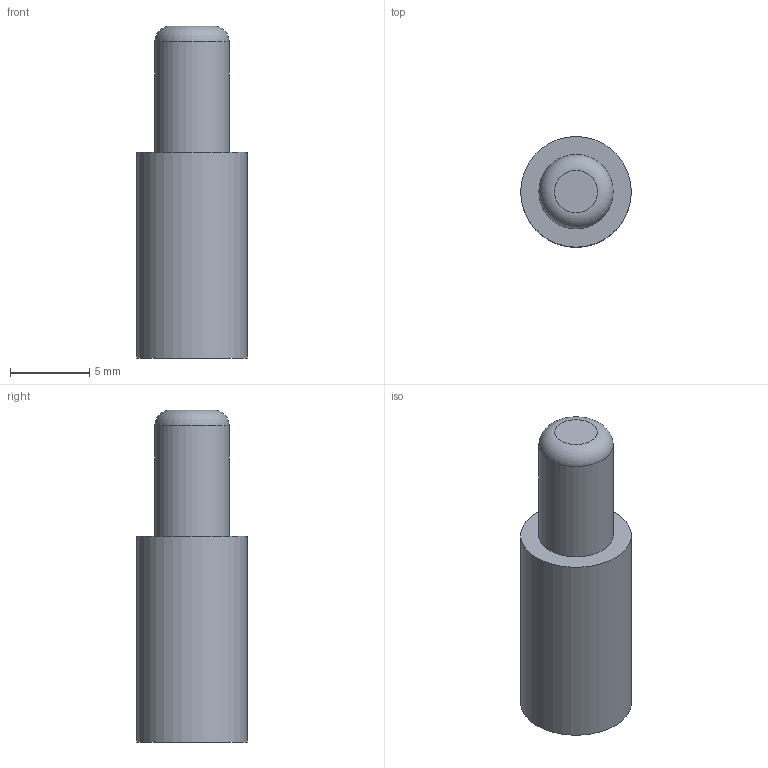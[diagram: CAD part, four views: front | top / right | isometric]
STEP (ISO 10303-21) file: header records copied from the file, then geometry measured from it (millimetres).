
FILE_DESCRIPTION(/* description */ (''),/* implementation_level */ '2;1');
FILE_NAME(/* name */ 'qcxpushbuttons v5.stp',/* time_stamp */ '2023-01-01T15:20:56+01:00',/* author */ (''),/* organization */ (''),/* preprocessor_version */ 'ST-DEVELOPER v19.2',/* originating_system */ 'Autodesk Translation Framework v11.17.0.187',/* authorisation */ '');
FILE_SCHEMA (('AUTOMOTIVE_DESIGN { 1 0 10303 214 3 1 1 }'));
Length unit declared in the file: millimetre
Products named in the file (1): qcx_pushbuttons
Bounding box: 7 x 7 x 21 mm (x, y, z)
Volume: 568.2 mm3; surface area: 545.8 mm2
Topology: 1 solids, 1 shells, 8 faces, 11 edges, 7 vertices
Faces by surface type: plane 4, cylinder 3, torus 1
Full cylindrical faces by diameter (mm): 3.8 x1, 4.7 x1, 7 x1
Entity records: 208 total; most frequent: DIRECTION 37, CARTESIAN_POINT 27, ORIENTED_EDGE 22, AXIS2_PLACEMENT_3D 17, EDGE_CURVE 11, EDGE_LOOP 10, FACE_OUTER_BOUND 8, CIRCLE 8
